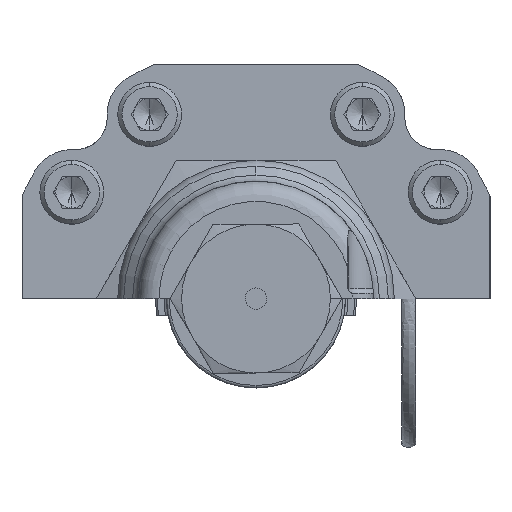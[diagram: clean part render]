
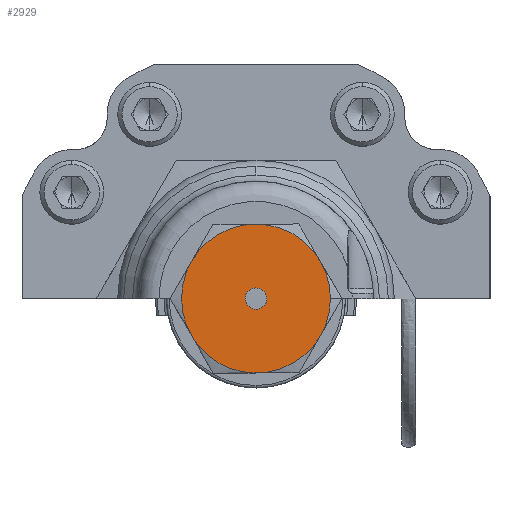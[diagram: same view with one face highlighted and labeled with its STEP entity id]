
A CAD part, front view. The second image highlights one B-rep face of the part: STEP entity #2929.
In plain terms, the highlighted face is planar.
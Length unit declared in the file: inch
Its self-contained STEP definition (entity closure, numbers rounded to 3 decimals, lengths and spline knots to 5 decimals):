
#546 = VERTEX_POINT ( 'NONE', #8978 ) ;
#2372 = ORIENTED_EDGE ( 'NONE', *, *, #61439, .F. ) ;
#2929 = ADVANCED_FACE ( 'NONE', ( #20975, #23269 ), #37517, .T. ) ;
#3441 = AXIS2_PLACEMENT_3D ( 'NONE', #36709, #8109, #37129 ) ;
#3725 = EDGE_CURVE ( 'NONE', #30632, #546, #38569, .T. ) ;
#4486 = CARTESIAN_POINT ( 'NONE',  ( -0.4375, 1., 0. ) ) ;
#4542 = DIRECTION ( 'NONE',  ( 0., 0., 1. ) ) ;
#4630 = CARTESIAN_POINT ( 'NONE',  ( 0., 1., 0. ) ) ;
#6059 = CARTESIAN_POINT ( 'NONE',  ( 0.4375, 1., 0. ) ) ;
#8109 = DIRECTION ( 'NONE',  ( 0., 1., 0. ) ) ;
#8978 = CARTESIAN_POINT ( 'NONE',  ( -0.21875, 1., -0.37889 ) ) ;
#9170 = DIRECTION ( 'NONE',  ( 0., 1., 0. ) ) ;
#9687 = AXIS2_PLACEMENT_3D ( 'NONE', #39021, #39671, #14985 ) ;
#9739 = CARTESIAN_POINT ( 'NONE',  ( 0., 1., 0. ) ) ;
#10028 = CARTESIAN_POINT ( 'NONE',  ( 0., 1., 0. ) ) ;
#10731 = ORIENTED_EDGE ( 'NONE', *, *, #51915, .T. ) ;
#13025 = CARTESIAN_POINT ( 'NONE',  ( -0.0625, 1., 0. ) ) ;
#13741 = AXIS2_PLACEMENT_3D ( 'NONE', #55327, #50380, #21357 ) ;
#14810 = CARTESIAN_POINT ( 'NONE',  ( 0.21875, 1., -0.37889 ) ) ;
#14985 = DIRECTION ( 'NONE',  ( 0., 0., 1. ) ) ;
#15162 = AXIS2_PLACEMENT_3D ( 'NONE', #13025, #22958, #57339 ) ;
#15332 = CARTESIAN_POINT ( 'NONE',  ( 0., 1., -0.4375 ) ) ;
#17985 = VERTEX_POINT ( 'NONE', #27161 ) ;
#18256 = EDGE_LOOP ( 'NONE', ( #50503, #59133, #10731, #35910, #39174, #29304, #30968 ) ) ;
#18877 = VERTEX_POINT ( 'NONE', #44541 ) ;
#20975 = FACE_OUTER_BOUND ( 'NONE', #18256, .T. ) ;
#21028 = VERTEX_POINT ( 'NONE', #6059 ) ;
#21309 = EDGE_CURVE ( 'NONE', #18877, #55983, #26111, .T. ) ;
#21357 = DIRECTION ( 'NONE',  ( 0., 0., 1. ) ) ;
#22436 = VERTEX_POINT ( 'NONE', #4486 ) ;
#22958 = DIRECTION ( 'NONE',  ( 0., 1., 0. ) ) ;
#23198 = DIRECTION ( 'NONE',  ( 0., 0., 1. ) ) ;
#23269 = FACE_BOUND ( 'NONE', #32133, .T. ) ;
#23300 = AXIS2_PLACEMENT_3D ( 'NONE', #23629, #33039, #23198 ) ;
#23629 = CARTESIAN_POINT ( 'NONE',  ( 0., 1., 0. ) ) ;
#23893 = CARTESIAN_POINT ( 'NONE',  ( 0., 1., 0. ) ) ;
#24113 = DIRECTION ( 'NONE',  ( 0., 0., 1. ) ) ;
#25119 = DIRECTION ( 'NONE',  ( 0., 0., 1. ) ) ;
#26087 = CIRCLE ( 'NONE', #23300, 0.0625 ) ;
#26111 = CIRCLE ( 'NONE', #54747, 0.4375 ) ;
#27161 = CARTESIAN_POINT ( 'NONE',  ( 0., 1., -0.0625 ) ) ;
#27976 = CARTESIAN_POINT ( 'NONE',  ( 0.21875, 1., 0.37889 ) ) ;
#29304 = ORIENTED_EDGE ( 'NONE', *, *, #59300, .T. ) ;
#30632 = VERTEX_POINT ( 'NONE', #15332 ) ;
#30968 = ORIENTED_EDGE ( 'NONE', *, *, #21309, .T. ) ;
#32133 = EDGE_LOOP ( 'NONE', ( #2372, #47140 ) ) ;
#32190 = AXIS2_PLACEMENT_3D ( 'NONE', #10028, #44441, #49396 ) ;
#33039 = DIRECTION ( 'NONE',  ( 0., 1., 0. ) ) ;
#34062 = AXIS2_PLACEMENT_3D ( 'NONE', #49818, #35582, #25119 ) ;
#35483 = VERTEX_POINT ( 'NONE', #14810 ) ;
#35582 = DIRECTION ( 'NONE',  ( 0., 1., 0. ) ) ;
#35910 = ORIENTED_EDGE ( 'NONE', *, *, #3725, .T. ) ;
#36709 = CARTESIAN_POINT ( 'NONE',  ( 0., 1., 0. ) ) ;
#37129 = DIRECTION ( 'NONE',  ( 0., 0., 1. ) ) ;
#37181 = CARTESIAN_POINT ( 'NONE',  ( 0., 1., 0.0625 ) ) ;
#37517 = PLANE ( 'NONE',  #15162 ) ;
#38173 = CIRCLE ( 'NONE', #34062, 0.4375 ) ;
#38569 = CIRCLE ( 'NONE', #55578, 0.4375 ) ;
#39021 = CARTESIAN_POINT ( 'NONE',  ( 0., 1., 0. ) ) ;
#39068 = EDGE_CURVE ( 'NONE', #546, #22436, #44554, .T. ) ;
#39174 = ORIENTED_EDGE ( 'NONE', *, *, #39068, .T. ) ;
#39475 = EDGE_CURVE ( 'NONE', #55983, #21028, #52989, .T. ) ;
#39671 = DIRECTION ( 'NONE',  ( 0., 1., 0. ) ) ;
#44441 = DIRECTION ( 'NONE',  ( 0., 1., 0. ) ) ;
#44541 = CARTESIAN_POINT ( 'NONE',  ( -0.21875, 1., 0.37889 ) ) ;
#44554 = CIRCLE ( 'NONE', #3441, 0.4375 ) ;
#46024 = VERTEX_POINT ( 'NONE', #37181 ) ;
#47140 = ORIENTED_EDGE ( 'NONE', *, *, #62738, .F. ) ;
#47382 = CIRCLE ( 'NONE', #53873, 0.4375 ) ;
#48889 = DIRECTION ( 'NONE',  ( 0., 1., 0. ) ) ;
#49396 = DIRECTION ( 'NONE',  ( 0., 0., 1. ) ) ;
#49818 = CARTESIAN_POINT ( 'NONE',  ( 0., 1., 0. ) ) ;
#50380 = DIRECTION ( 'NONE',  ( 0., 1., 0. ) ) ;
#50503 = ORIENTED_EDGE ( 'NONE', *, *, #39475, .T. ) ;
#51257 = EDGE_CURVE ( 'NONE', #21028, #35483, #38173, .T. ) ;
#51915 = EDGE_CURVE ( 'NONE', #35483, #30632, #47382, .T. ) ;
#52273 = CIRCLE ( 'NONE', #32190, 0.4375 ) ;
#52989 = CIRCLE ( 'NONE', #9687, 0.4375 ) ;
#53311 = DIRECTION ( 'NONE',  ( 0., 0., 1. ) ) ;
#53546 = DIRECTION ( 'NONE',  ( 0., 1., 0. ) ) ;
#53873 = AXIS2_PLACEMENT_3D ( 'NONE', #9739, #48889, #4542 ) ;
#54747 = AXIS2_PLACEMENT_3D ( 'NONE', #4630, #9170, #53311 ) ;
#55327 = CARTESIAN_POINT ( 'NONE',  ( 0., 1., 0. ) ) ;
#55578 = AXIS2_PLACEMENT_3D ( 'NONE', #23893, #53546, #24113 ) ;
#55983 = VERTEX_POINT ( 'NONE', #27976 ) ;
#57339 = DIRECTION ( 'NONE',  ( 0., 0., 1. ) ) ;
#59133 = ORIENTED_EDGE ( 'NONE', *, *, #51257, .T. ) ;
#59300 = EDGE_CURVE ( 'NONE', #22436, #18877, #52273, .T. ) ;
#61439 = EDGE_CURVE ( 'NONE', #46024, #17985, #62165, .T. ) ;
#62165 = CIRCLE ( 'NONE', #13741, 0.0625 ) ;
#62738 = EDGE_CURVE ( 'NONE', #17985, #46024, #26087, .T. ) ;
